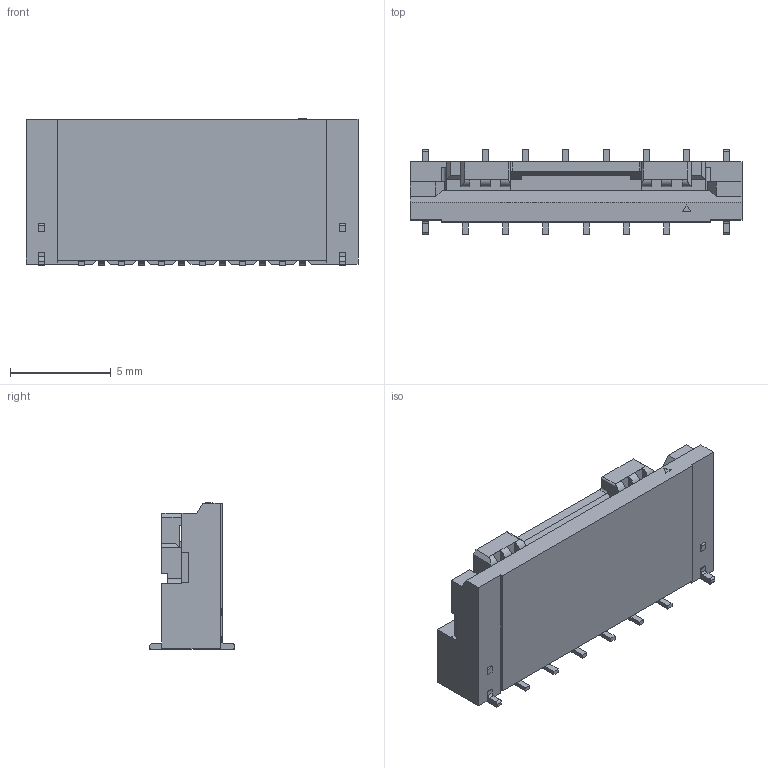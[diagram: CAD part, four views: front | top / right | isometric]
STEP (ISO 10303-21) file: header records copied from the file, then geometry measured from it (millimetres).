
FILE_DESCRIPTION (( 'STEP AP203' ), '1' );
FILE_NAME ('Customer-BB960A02(A08-86-01400).STEP', '2020-04-30T22:19:21', ( '' ), ( '' ), 'SwSTEP 2.0', 'SolidWorks 2018', '' );
FILE_SCHEMA (( 'CONFIG_CONTROL_DESIGN' ));
Length unit declared in the file: millimetre
Products named in the file (1): Customer-BB960A02(A08-86-01400)
Bounding box: 16.5 x 4.2 x 7.26 mm (x, y, z)
Volume: 297.6 mm3; surface area: 437.7 mm2
Topology: 1 solids, 1 shells, 347 faces, 897 edges, 568 vertices
Faces by surface type: plane 279, cylinder 68
Entity records: 10456 total; most frequent: CARTESIAN_POINT 1835, ORIENTED_EDGE 1794, DIRECTION 1729, EDGE_CURVE 897, LINE 749, VECTOR 749, VERTEX_POINT 568, AXIS2_PLACEMENT_3D 490
